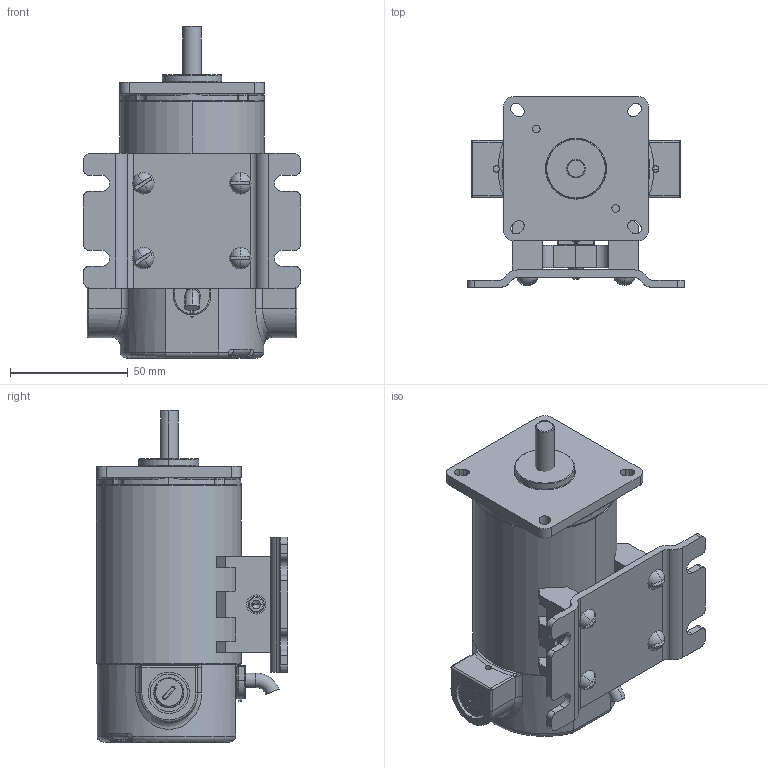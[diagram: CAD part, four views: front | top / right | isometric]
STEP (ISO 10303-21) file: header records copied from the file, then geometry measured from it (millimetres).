
FILE_DESCRIPTION (( 'STEP AP203' ), '1' );
FILE_NAME ('INFM0047.STEP', '2013-03-07T23:36:50', ( 'Admin' ), ( 'Bodine Electric Company' ), 'SwSTEP 2.0', 'SolidWorks 2012', '' );
FILE_SCHEMA (( 'CONFIG_CONTROL_DESIGN' ));
Length unit declared in the file: inch
Products named in the file (1): INFM0047
Bounding box: 92.08 x 80.96 x 140.72 mm (x, y, z)
Volume: 408192.5 mm3; surface area: 81355.6 mm2
Topology: 24 solids, 24 shells, 992 faces, 2355 edges, 1412 vertices
Faces by surface type: cylinder 373, plane 318, torus 128, cone 77, bspline 60, sphere 36
Entity records: 33376 total; most frequent: CARTESIAN_POINT 10652, DIRECTION 4973, ORIENTED_EDGE 4642, EDGE_CURVE 2321, AXIS2_PLACEMENT_3D 1983, VERTEX_POINT 1412, EDGE_LOOP 1055, CIRCLE 1050
